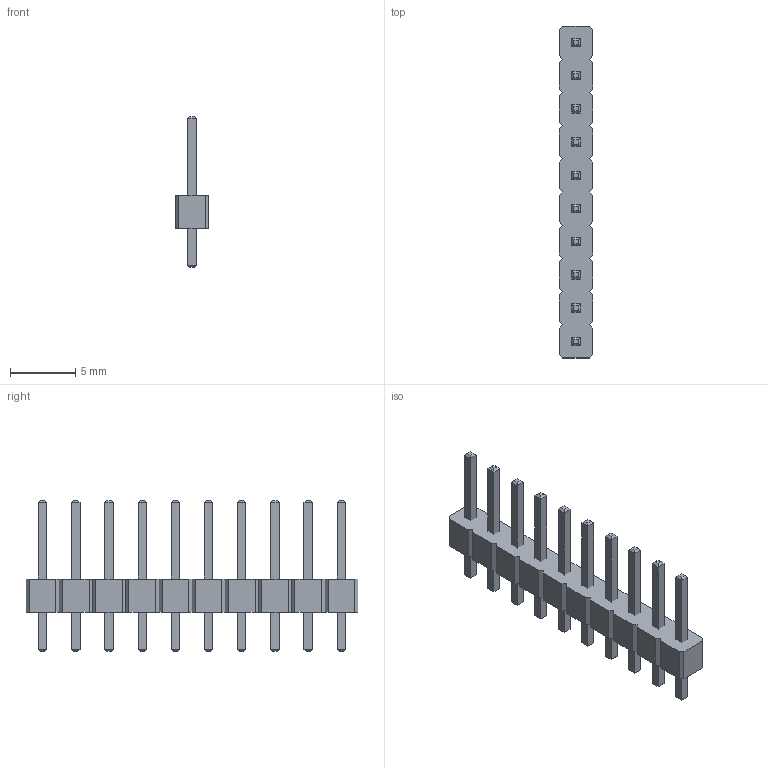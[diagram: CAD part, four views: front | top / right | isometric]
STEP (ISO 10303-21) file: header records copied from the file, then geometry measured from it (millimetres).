
FILE_DESCRIPTION(/* description */ ('model of PinHeader_1x10_P2.54mm_Vertical'),/* implementation_level */ '2;1');
FILE_NAME(/* name */ 'PinHeader_1x10_P2.54mm_Vertical.step',/* time_stamp */ '2018-01-24T12:13:56',/* author */ ('kicad StepUp','ksu'),/* organization */ ('FreeCAD'),/* preprocessor_version */ 'OCC',/* originating_system */ 'kicad StepUp',/* authorisation */ '');
FILE_SCHEMA(('AUTOMOTIVE_DESIGN { 1 0 10303 214 1 1 1 1 }'));
Length unit declared in the file: millimetre
Products named in the file (2): PinHeader_1x10_P254mm_Vertical; Shape0_382043394182
Bounding box: 2.54 x 25.4 x 11.54 mm (x, y, z)
Volume: 207.3 mm3; surface area: 574.5 mm2
Topology: 11 solids, 11 shells, 204 faces, 466 edges, 284 vertices
Faces by surface type: plane 204
Entity records: 3627 total; most frequent: ORIENTED_EDGE 730, CARTESIAN_POINT 537, EDGE_CURVE 466, LINE 466, VERTEX_POINT 284, AXIS2_PLACEMENT_3D 205, ADVANCED_FACE 204, FACE_BOUND 204
